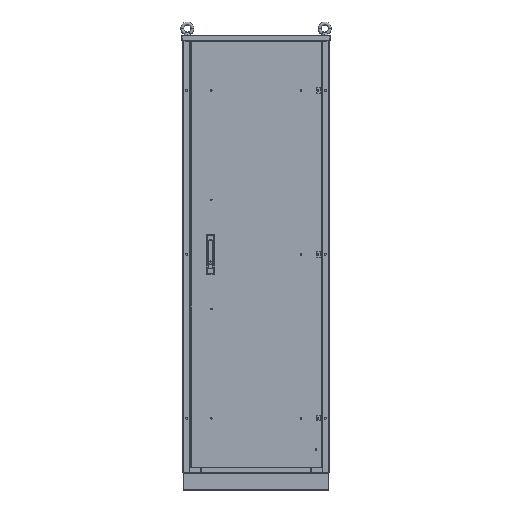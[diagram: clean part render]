
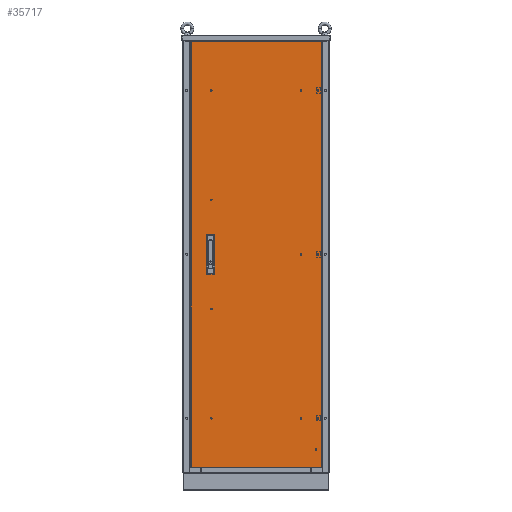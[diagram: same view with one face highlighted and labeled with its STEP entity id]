
A CAD part, top view. The second image highlights one B-rep face of the part: STEP entity #35717.
In plain terms, the highlighted planar face has unit normal (0, 0, 1).
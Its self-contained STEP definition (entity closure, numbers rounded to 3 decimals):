
#348 = CARTESIAN_POINT ( 'NONE',  ( -471., -24.75, 1.5 ) ) ;
#1095 = CARTESIAN_POINT ( 'NONE',  ( -445.5, 75.25, 1.5 ) ) ;
#1543 = VERTEX_POINT ( 'NONE', #76679 ) ;
#4442 = FACE_OUTER_BOUND ( 'NONE', #82064, .T. ) ;
#6300 = LINE ( 'NONE', #72664, #62103 ) ;
#8595 = LINE ( 'NONE', #43603, #64329 ) ;
#8664 = ORIENTED_EDGE ( 'NONE', *, *, #57097, .F. ) ;
#9591 = VECTOR ( 'NONE', #51481, 1000. ) ;
#11514 = DIRECTION ( 'NONE',  ( 1., 0., 0. ) ) ;
#12802 = AXIS2_PLACEMENT_3D ( 'NONE', #44294, #37261, #87803 ) ;
#17400 = EDGE_LOOP ( 'NONE', ( #36325, #17763, #31376, #55238 ) ) ;
#17763 = ORIENTED_EDGE ( 'NONE', *, *, #56545, .F. ) ;
#19137 = CARTESIAN_POINT ( 'NONE',  ( -471., 75.25, 1.5 ) ) ;
#21475 = CARTESIAN_POINT ( 'NONE',  ( -471., -75.25, 1.5 ) ) ;
#21623 = ORIENTED_EDGE ( 'NONE', *, *, #57786, .T. ) ;
#22202 = CARTESIAN_POINT ( 'NONE',  ( -445.5, 24.75, 1.5 ) ) ;
#22346 = VECTOR ( 'NONE', #33754, 1000. ) ;
#25575 = LINE ( 'NONE', #79368, #68753 ) ;
#26347 = ORIENTED_EDGE ( 'NONE', *, *, #57656, .F. ) ;
#26940 = LINE ( 'NONE', #55151, #46333 ) ;
#27125 = CARTESIAN_POINT ( 'NONE',  ( 0., 878.5, 1.5 ) ) ;
#27938 = VECTOR ( 'NONE', #86491, 1000. ) ;
#29585 = CARTESIAN_POINT ( 'NONE',  ( -540., 878.5, 1.5 ) ) ;
#29935 = PLANE ( 'NONE',  #12802 ) ;
#29959 = CARTESIAN_POINT ( 'NONE',  ( -540., 878.5, 1.5 ) ) ;
#31225 = LINE ( 'NONE', #72880, #9591 ) ;
#31376 = ORIENTED_EDGE ( 'NONE', *, *, #56564, .F. ) ;
#32709 = VERTEX_POINT ( 'NONE', #29585 ) ;
#33510 = ORIENTED_EDGE ( 'NONE', *, *, #58459, .T. ) ;
#33754 = DIRECTION ( 'NONE',  ( -1., 0., 0. ) ) ;
#35717 = ADVANCED_FACE ( 'NONE', ( #40906, #60269, #4442 ), #29935, .T. ) ;
#36003 = DIRECTION ( 'NONE',  ( 0., 1., 0. ) ) ;
#36325 = ORIENTED_EDGE ( 'NONE', *, *, #56528, .F. ) ;
#37078 = DIRECTION ( 'NONE',  ( 0., -1., 0. ) ) ;
#37261 = DIRECTION ( 'NONE',  ( 0., 0., 1. ) ) ;
#37278 = DIRECTION ( 'NONE',  ( -1., 0., 0. ) ) ;
#37728 = VERTEX_POINT ( 'NONE', #27125 ) ;
#38094 = VECTOR ( 'NONE', #72262, 1000. ) ;
#40906 = FACE_BOUND ( 'NONE', #17400, .T. ) ;
#41751 = LINE ( 'NONE', #19137, #22346 ) ;
#43055 = CARTESIAN_POINT ( 'NONE',  ( -540., -878.5, 1.5 ) ) ;
#43603 = CARTESIAN_POINT ( 'NONE',  ( -445.5, -75.25, 1.5 ) ) ;
#43915 = DIRECTION ( 'NONE',  ( 1., 0., 0. ) ) ;
#44004 = VERTEX_POINT ( 'NONE', #46187 ) ;
#44294 = CARTESIAN_POINT ( 'NONE',  ( 0., 0., 1.5 ) ) ;
#45037 = VERTEX_POINT ( 'NONE', #80031 ) ;
#45518 = VERTEX_POINT ( 'NONE', #348 ) ;
#46069 = VECTOR ( 'NONE', #37078, 1000. ) ;
#46134 = VERTEX_POINT ( 'NONE', #22202 ) ;
#46187 = CARTESIAN_POINT ( 'NONE',  ( -471., 24.75, 1.5 ) ) ;
#46333 = VECTOR ( 'NONE', #11514, 1000. ) ;
#47278 = LINE ( 'NONE', #43055, #83343 ) ;
#47348 = LINE ( 'NONE', #93676, #27938 ) ;
#49454 = VERTEX_POINT ( 'NONE', #55400 ) ;
#50415 = DIRECTION ( 'NONE',  ( 1., 0., 0. ) ) ;
#51481 = DIRECTION ( 'NONE',  ( -1., 0., 0. ) ) ;
#53162 = VERTEX_POINT ( 'NONE', #1095 ) ;
#55151 = CARTESIAN_POINT ( 'NONE',  ( -471., 24.75, 1.5 ) ) ;
#55238 = ORIENTED_EDGE ( 'NONE', *, *, #57081, .F. ) ;
#55400 = CARTESIAN_POINT ( 'NONE',  ( -471., 75.25, 1.5 ) ) ;
#55465 = DIRECTION ( 'NONE',  ( 0., -1., 0. ) ) ;
#55598 = VERTEX_POINT ( 'NONE', #64198 ) ;
#56528 = EDGE_CURVE ( 'NONE', #44004, #46134, #26940, .T. ) ;
#56545 = EDGE_CURVE ( 'NONE', #49454, #44004, #63348, .T. ) ;
#56564 = EDGE_CURVE ( 'NONE', #53162, #49454, #41751, .T. ) ;
#57081 = EDGE_CURVE ( 'NONE', #46134, #53162, #47348, .T. ) ;
#57097 = EDGE_CURVE ( 'NONE', #1543, #55598, #8595, .T. ) ;
#57119 = EDGE_CURVE ( 'NONE', #45037, #1543, #6300, .T. ) ;
#57656 = EDGE_CURVE ( 'NONE', #45518, #45037, #76578, .T. ) ;
#57770 = EDGE_CURVE ( 'NONE', #55598, #45518, #31225, .T. ) ;
#57786 = EDGE_CURVE ( 'NONE', #32709, #70555, #84403, .T. ) ;
#58342 = EDGE_CURVE ( 'NONE', #70555, #86285, #47278, .T. ) ;
#58353 = EDGE_CURVE ( 'NONE', #86285, #37728, #25575, .T. ) ;
#58459 = EDGE_CURVE ( 'NONE', #37728, #32709, #76597, .T. ) ;
#59763 = VECTOR ( 'NONE', #37278, 1000. ) ;
#60130 = ORIENTED_EDGE ( 'NONE', *, *, #57119, .F. ) ;
#60269 = FACE_BOUND ( 'NONE', #79727, .T. ) ;
#62103 = VECTOR ( 'NONE', #43915, 1000. ) ;
#63348 = LINE ( 'NONE', #84067, #80168 ) ;
#64198 = CARTESIAN_POINT ( 'NONE',  ( -445.5, -24.75, 1.5 ) ) ;
#64329 = VECTOR ( 'NONE', #86805, 1000. ) ;
#68753 = VECTOR ( 'NONE', #36003, 1000. ) ;
#69739 = CARTESIAN_POINT ( 'NONE',  ( -540., -878.5, 1.5 ) ) ;
#70555 = VERTEX_POINT ( 'NONE', #69739 ) ;
#72262 = DIRECTION ( 'NONE',  ( 0., -1., 0. ) ) ;
#72664 = CARTESIAN_POINT ( 'NONE',  ( -471., -75.25, 1.5 ) ) ;
#72880 = CARTESIAN_POINT ( 'NONE',  ( -471., -24.75, 1.5 ) ) ;
#76578 = LINE ( 'NONE', #21475, #38094 ) ;
#76597 = LINE ( 'NONE', #29959, #59763 ) ;
#76679 = CARTESIAN_POINT ( 'NONE',  ( -445.5, -75.25, 1.5 ) ) ;
#76682 = ORIENTED_EDGE ( 'NONE', *, *, #57770, .F. ) ;
#79368 = CARTESIAN_POINT ( 'NONE',  ( 0., 878.5, 1.5 ) ) ;
#79469 = ORIENTED_EDGE ( 'NONE', *, *, #58353, .T. ) ;
#79727 = EDGE_LOOP ( 'NONE', ( #8664, #60130, #26347, #76682 ) ) ;
#80031 = CARTESIAN_POINT ( 'NONE',  ( -471., -75.25, 1.5 ) ) ;
#80168 = VECTOR ( 'NONE', #55465, 1000. ) ;
#80399 = CARTESIAN_POINT ( 'NONE',  ( -540., 878.5, 1.5 ) ) ;
#82064 = EDGE_LOOP ( 'NONE', ( #21623, #84442, #79469, #33510 ) ) ;
#83343 = VECTOR ( 'NONE', #50415, 1000. ) ;
#84067 = CARTESIAN_POINT ( 'NONE',  ( -471., 75.25, 1.5 ) ) ;
#84403 = LINE ( 'NONE', #80399, #46069 ) ;
#84442 = ORIENTED_EDGE ( 'NONE', *, *, #58342, .T. ) ;
#86285 = VERTEX_POINT ( 'NONE', #89963 ) ;
#86491 = DIRECTION ( 'NONE',  ( 0., 1., 0. ) ) ;
#86805 = DIRECTION ( 'NONE',  ( 0., 1., 0. ) ) ;
#87803 = DIRECTION ( 'NONE',  ( 1., 0., 0. ) ) ;
#89963 = CARTESIAN_POINT ( 'NONE',  ( 0., -878.5, 1.5 ) ) ;
#93676 = CARTESIAN_POINT ( 'NONE',  ( -445.5, 75.25, 1.5 ) ) ;
